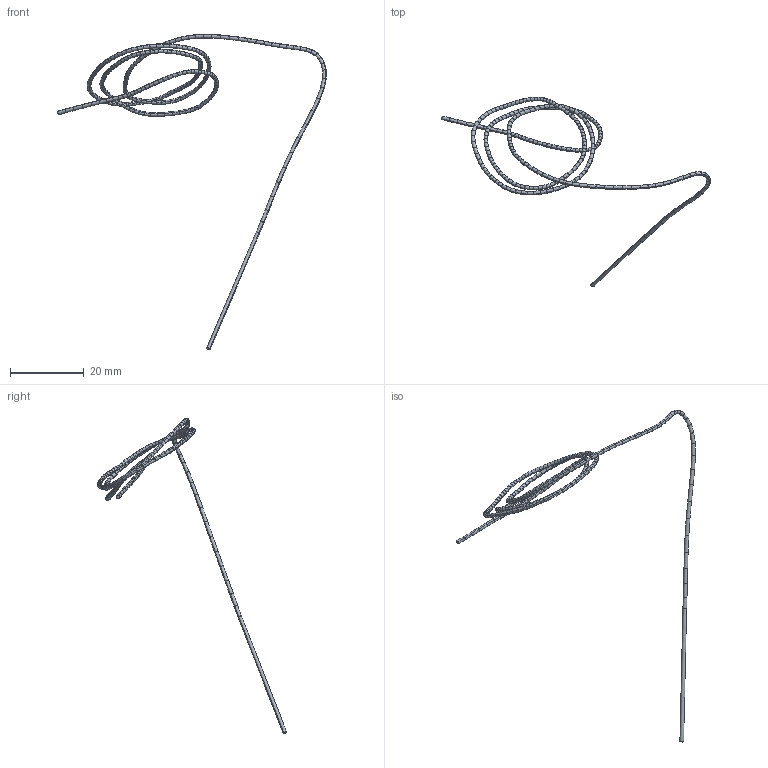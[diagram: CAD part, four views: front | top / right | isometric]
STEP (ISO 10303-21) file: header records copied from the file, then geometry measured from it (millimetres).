
FILE_DESCRIPTION(('STEP AP214'),'1');
FILE_NAME('Adult_DBS_07_Insulation_Left.step','2024-02-05T22:18:54',(' '),('ANSOFT Corporation'),'Spatial InterOp 3D',' ',' ');
FILE_SCHEMA(('AUTOMOTIVE_DESIGN { 1 0 10303 214 1 1 1 1 }'));
Length unit declared in the file: millimetre
Products named in the file (1): Insulation_left
Bounding box: 72.97 x 51.46 x 85.65 mm (x, y, z)
Volume: 333.3 mm3; surface area: 1334.6 mm2
Topology: 1 solids, 1 shells, 514 faces, 1359 edges, 847 vertices
Faces by surface type: cylinder 512, plane 2
Entity records: 16198 total; most frequent: DIRECTION 3236, CARTESIAN_POINT 2721, ORIENTED_EDGE 2718, AXIS2_PLACEMENT_3D 1362, EDGE_CURVE 1359, VERTEX_POINT 847, ELLIPSE 816, ADVANCED_FACE 514
